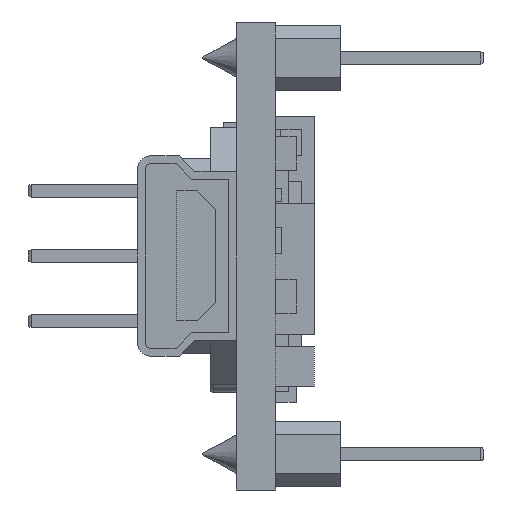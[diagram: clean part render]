
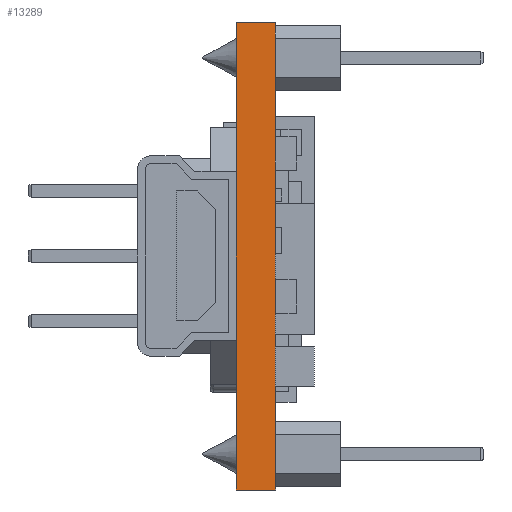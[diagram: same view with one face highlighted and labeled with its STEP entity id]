
A CAD part, left-side view. The second image highlights one B-rep face of the part: STEP entity #13289.
In plain terms, the highlighted planar face has unit normal (-1, 0, 0).
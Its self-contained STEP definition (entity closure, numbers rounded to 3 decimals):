
#188 = CARTESIAN_POINT ( 'NONE',  ( 0., 1.5, 0. ) ) ;
#416 = AXIS2_PLACEMENT_3D ( 'NONE', #31571, #19918, #6689 ) ;
#712 = FACE_OUTER_BOUND ( 'NONE', #25939, .T. ) ;
#1475 = EDGE_CURVE ( 'NONE', #18271, #25722, #25933, .T. ) ;
#2792 = EDGE_CURVE ( 'NONE', #11470, #25722, #18553, .T. ) ;
#4126 = DIRECTION ( 'NONE',  ( 0., 0., 1. ) ) ;
#4158 = CARTESIAN_POINT ( 'NONE',  ( 0., 1.5, -18. ) ) ;
#4789 = DIRECTION ( 'NONE',  ( 0., 0., 1. ) ) ;
#5908 = CARTESIAN_POINT ( 'NONE',  ( 0., 1.5, -5.75 ) ) ;
#6610 = VECTOR ( 'NONE', #4789, 1000. ) ;
#6689 = DIRECTION ( 'NONE',  ( 0., 0., -1. ) ) ;
#6847 = LINE ( 'NONE', #29370, #18530 ) ;
#7103 = VECTOR ( 'NONE', #15757, 1000. ) ;
#8408 = VERTEX_POINT ( 'NONE', #14669 ) ;
#10474 = ORIENTED_EDGE ( 'NONE', *, *, #1475, .F. ) ;
#10626 = ORIENTED_EDGE ( 'NONE', *, *, #14034, .F. ) ;
#11353 = CARTESIAN_POINT ( 'NONE',  ( 0., 0., 0. ) ) ;
#11470 = VERTEX_POINT ( 'NONE', #25395 ) ;
#11722 = ORIENTED_EDGE ( 'NONE', *, *, #14894, .F. ) ;
#12447 = VECTOR ( 'NONE', #16308, 1000. ) ;
#13289 = ADVANCED_FACE ( 'NONE', ( #712 ), #23038, .F. ) ;
#14034 = EDGE_CURVE ( 'NONE', #34638, #18271, #21620, .T. ) ;
#14669 = CARTESIAN_POINT ( 'NONE',  ( 0., 1.5, -12.25 ) ) ;
#14894 = EDGE_CURVE ( 'NONE', #22862, #8408, #33598, .T. ) ;
#15357 = LINE ( 'NONE', #4158, #28023 ) ;
#15653 = CARTESIAN_POINT ( 'NONE',  ( 0., 0., 0. ) ) ;
#15757 = DIRECTION ( 'NONE',  ( 0., 0., 1. ) ) ;
#16281 = CARTESIAN_POINT ( 'NONE',  ( 0., 1.5, 0. ) ) ;
#16308 = DIRECTION ( 'NONE',  ( 0., 0., 1. ) ) ;
#18271 = VERTEX_POINT ( 'NONE', #16281 ) ;
#18530 = VECTOR ( 'NONE', #4126, 1000. ) ;
#18553 = LINE ( 'NONE', #15653, #6610 ) ;
#19097 = ORIENTED_EDGE ( 'NONE', *, *, #24078, .F. ) ;
#19381 = VECTOR ( 'NONE', #20813, 1000. ) ;
#19918 = DIRECTION ( 'NONE',  ( 1., 0., 0. ) ) ;
#20813 = DIRECTION ( 'NONE',  ( 0., -1., 0. ) ) ;
#21620 = LINE ( 'NONE', #32157, #7103 ) ;
#22862 = VERTEX_POINT ( 'NONE', #24885 ) ;
#23038 = PLANE ( 'NONE',  #416 ) ;
#23236 = DIRECTION ( 'NONE',  ( 0., -1., 0. ) ) ;
#24078 = EDGE_CURVE ( 'NONE', #8408, #34638, #6847, .T. ) ;
#24885 = CARTESIAN_POINT ( 'NONE',  ( 0., 1.5, -18. ) ) ;
#25395 = CARTESIAN_POINT ( 'NONE',  ( 0., 0., -18. ) ) ;
#25722 = VERTEX_POINT ( 'NONE', #11353 ) ;
#25933 = LINE ( 'NONE', #31197, #19381 ) ;
#25939 = EDGE_LOOP ( 'NONE', ( #27140, #10474, #10626, #19097, #11722, #26102 ) ) ;
#26102 = ORIENTED_EDGE ( 'NONE', *, *, #28890, .T. ) ;
#27140 = ORIENTED_EDGE ( 'NONE', *, *, #2792, .T. ) ;
#28023 = VECTOR ( 'NONE', #23236, 1000. ) ;
#28890 = EDGE_CURVE ( 'NONE', #22862, #11470, #15357, .T. ) ;
#29370 = CARTESIAN_POINT ( 'NONE',  ( 0., 1.5, 0. ) ) ;
#31197 = CARTESIAN_POINT ( 'NONE',  ( 0., 1.5, 0. ) ) ;
#31571 = CARTESIAN_POINT ( 'NONE',  ( 0., 1.5, 0. ) ) ;
#32157 = CARTESIAN_POINT ( 'NONE',  ( 0., 1.5, 0. ) ) ;
#33598 = LINE ( 'NONE', #188, #12447 ) ;
#34638 = VERTEX_POINT ( 'NONE', #5908 ) ;
